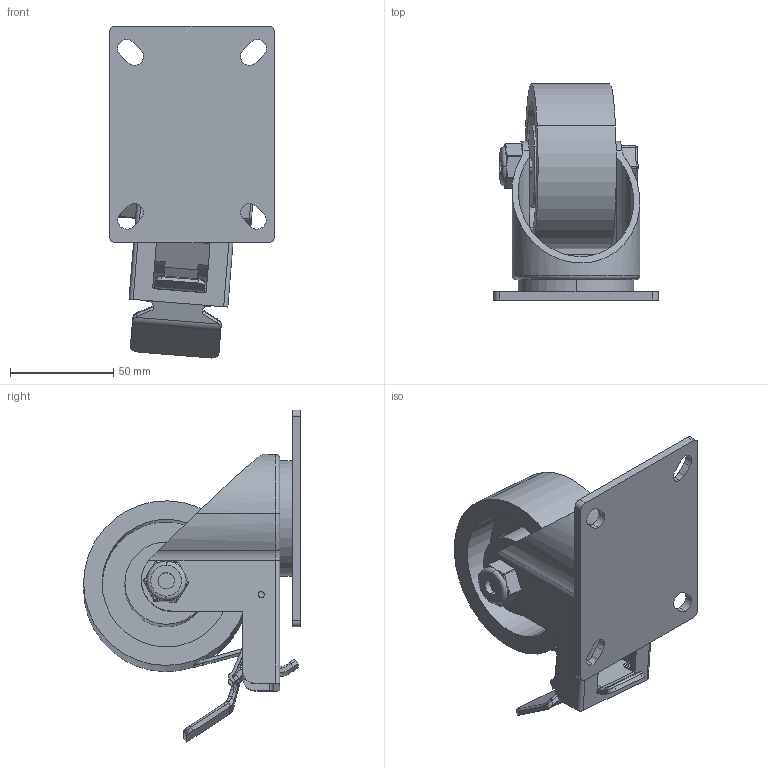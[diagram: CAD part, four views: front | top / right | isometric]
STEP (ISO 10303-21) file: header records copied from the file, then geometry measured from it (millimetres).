
FILE_DESCRIPTION (( 'STEP AP214' ), '1' );
FILE_NAME ('B929 Êîëåñî c òîðìîçîì O80 ñ ïëàòôîðìîé.STEP', '2025-11-19T07:28:15', ( '' ), ( '' ), 'SwSTEP 2.0', 'SolidWorks 2025', '' );
FILE_SCHEMA (( 'AUTOMOTIVE_DESIGN' ));
Length unit declared in the file: millimetre
Products named in the file (10): B929 Крепление для лепестка_00; B929 для колеса_00; B929 Колесо_00; B929 Колесо c тормозом Ø80 с платформой; B929 Вал Ф3 для тормоза_00; B929 Еще одна гайка_00; B929 Платформа_00; B929 Закрытая гайка_00; B929 Вал_00; B929 Лепесток_00
Assembly tree (9 placements, depth 2):
  B929 Колесо c тормозом Ø80 с платформой
    B929 Платформа_00
    B929 для колеса_00
    B929 Колесо_00
    B929 Вал_00
    B929 Закрытая гайка_00
    B929 Еще одна гайка_00
    B929 Вал Ф3 для тормоза_00
    B929 Крепление для лепестка_00
    B929 Лепесток_00
Bounding box: 80 x 104.99 x 160.83 mm (x, y, z)
Volume: 246853.3 mm3; surface area: 91225.4 mm2
Topology: 9 solids, 9 shells, 338 faces, 857 edges, 522 vertices
Faces by surface type: cylinder 159, plane 126, bspline 24, torus 17, sphere 12
Entity records: 11344 total; most frequent: CARTESIAN_POINT 2681, DIRECTION 1750, ORIENTED_EDGE 1666, EDGE_CURVE 833, AXIS2_PLACEMENT_3D 657, VERTEX_POINT 520, LINE 436, VECTOR 436
